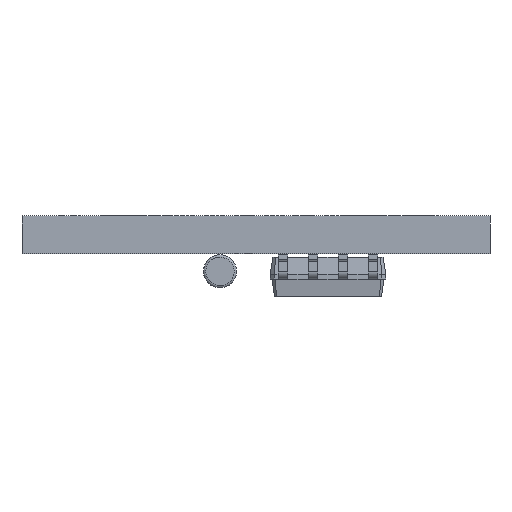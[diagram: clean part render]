
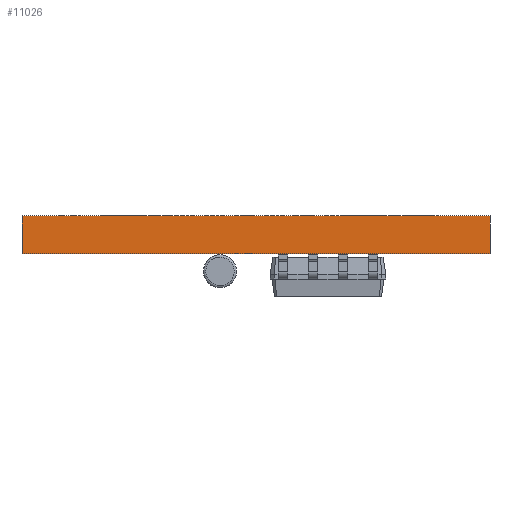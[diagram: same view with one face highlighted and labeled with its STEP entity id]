
A CAD part, left-side view. The second image highlights one B-rep face of the part: STEP entity #11026.
In plain terms, the highlighted planar face has unit normal (-1, 0, 0).
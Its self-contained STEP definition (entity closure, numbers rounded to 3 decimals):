
#10845 = PLANE('',#10846);
#10846 = AXIS2_PLACEMENT_3D('',#10847,#10848,#10849);
#10847 = CARTESIAN_POINT('',(40.386,20.066,0.));
#10848 = DIRECTION('',(0.,-1.,0.));
#10849 = DIRECTION('',(-1.,0.,0.));
#10870 = VERTEX_POINT('',#10871);
#10871 = CARTESIAN_POINT('',(0.254,20.066,1.6));
#10885 = PLANE('',#10886);
#10886 = AXIS2_PLACEMENT_3D('',#10887,#10888,#10889);
#10887 = CARTESIAN_POINT('',(20.32,10.16,1.6));
#10888 = DIRECTION('',(0.,0.,1.));
#10889 = DIRECTION('',(1.,0.,-0.));
#10897 = EDGE_CURVE('',#10898,#10870,#10900,.T.);
#10898 = VERTEX_POINT('',#10899);
#10899 = CARTESIAN_POINT('',(0.254,20.066,0.));
#10900 = SURFACE_CURVE('',#10901,(#10905,#10912),.PCURVE_S1.);
#10901 = LINE('',#10902,#10903);
#10902 = CARTESIAN_POINT('',(0.254,20.066,0.));
#10903 = VECTOR('',#10904,1.);
#10904 = DIRECTION('',(0.,0.,1.));
#10905 = PCURVE('',#10845,#10906);
#10906 = DEFINITIONAL_REPRESENTATION('',(#10907),#10911);
#10907 = LINE('',#10908,#10909);
#10908 = CARTESIAN_POINT('',(40.132,0.));
#10909 = VECTOR('',#10910,1.);
#10910 = DIRECTION('',(0.,-1.));
#10911 = ( GEOMETRIC_REPRESENTATION_CONTEXT(2) 
PARAMETRIC_REPRESENTATION_CONTEXT() REPRESENTATION_CONTEXT('2D SPACE',''
  ) );
#10912 = PCURVE('',#10913,#10918);
#10913 = PLANE('',#10914);
#10914 = AXIS2_PLACEMENT_3D('',#10915,#10916,#10917);
#10915 = CARTESIAN_POINT('',(0.254,20.066,0.));
#10916 = DIRECTION('',(1.,0.,-0.));
#10917 = DIRECTION('',(0.,-1.,0.));
#10918 = DEFINITIONAL_REPRESENTATION('',(#10919),#10923);
#10919 = LINE('',#10920,#10921);
#10920 = CARTESIAN_POINT('',(0.,0.));
#10921 = VECTOR('',#10922,1.);
#10922 = DIRECTION('',(0.,-1.));
#10923 = ( GEOMETRIC_REPRESENTATION_CONTEXT(2) 
PARAMETRIC_REPRESENTATION_CONTEXT() REPRESENTATION_CONTEXT('2D SPACE',''
  ) );
#10939 = PLANE('',#10940);
#10940 = AXIS2_PLACEMENT_3D('',#10941,#10942,#10943);
#10941 = CARTESIAN_POINT('',(20.32,10.16,0.));
#10942 = DIRECTION('',(0.,0.,1.));
#10943 = DIRECTION('',(1.,0.,-0.));
#10972 = PLANE('',#10973);
#10973 = AXIS2_PLACEMENT_3D('',#10974,#10975,#10976);
#10974 = CARTESIAN_POINT('',(0.254,0.254,0.));
#10975 = DIRECTION('',(0.,1.,0.));
#10976 = DIRECTION('',(1.,0.,0.));
#11026 = ADVANCED_FACE('',(#11027),#10913,.F.);
#11027 = FACE_BOUND('',#11028,.F.);
#11028 = EDGE_LOOP('',(#11029,#11030,#11053,#11076));
#11029 = ORIENTED_EDGE('',*,*,#10897,.T.);
#11030 = ORIENTED_EDGE('',*,*,#11031,.T.);
#11031 = EDGE_CURVE('',#10870,#11032,#11034,.T.);
#11032 = VERTEX_POINT('',#11033);
#11033 = CARTESIAN_POINT('',(0.254,0.254,1.6));
#11034 = SURFACE_CURVE('',#11035,(#11039,#11046),.PCURVE_S1.);
#11035 = LINE('',#11036,#11037);
#11036 = CARTESIAN_POINT('',(0.254,20.066,1.6));
#11037 = VECTOR('',#11038,1.);
#11038 = DIRECTION('',(0.,-1.,0.));
#11039 = PCURVE('',#10913,#11040);
#11040 = DEFINITIONAL_REPRESENTATION('',(#11041),#11045);
#11041 = LINE('',#11042,#11043);
#11042 = CARTESIAN_POINT('',(0.,-1.6));
#11043 = VECTOR('',#11044,1.);
#11044 = DIRECTION('',(1.,0.));
#11045 = ( GEOMETRIC_REPRESENTATION_CONTEXT(2) 
PARAMETRIC_REPRESENTATION_CONTEXT() REPRESENTATION_CONTEXT('2D SPACE',''
  ) );
#11046 = PCURVE('',#10885,#11047);
#11047 = DEFINITIONAL_REPRESENTATION('',(#11048),#11052);
#11048 = LINE('',#11049,#11050);
#11049 = CARTESIAN_POINT('',(-20.066,9.906));
#11050 = VECTOR('',#11051,1.);
#11051 = DIRECTION('',(0.,-1.));
#11052 = ( GEOMETRIC_REPRESENTATION_CONTEXT(2) 
PARAMETRIC_REPRESENTATION_CONTEXT() REPRESENTATION_CONTEXT('2D SPACE',''
  ) );
#11053 = ORIENTED_EDGE('',*,*,#11054,.F.);
#11054 = EDGE_CURVE('',#11055,#11032,#11057,.T.);
#11055 = VERTEX_POINT('',#11056);
#11056 = CARTESIAN_POINT('',(0.254,0.254,0.));
#11057 = SURFACE_CURVE('',#11058,(#11062,#11069),.PCURVE_S1.);
#11058 = LINE('',#11059,#11060);
#11059 = CARTESIAN_POINT('',(0.254,0.254,0.));
#11060 = VECTOR('',#11061,1.);
#11061 = DIRECTION('',(0.,0.,1.));
#11062 = PCURVE('',#10913,#11063);
#11063 = DEFINITIONAL_REPRESENTATION('',(#11064),#11068);
#11064 = LINE('',#11065,#11066);
#11065 = CARTESIAN_POINT('',(19.812,0.));
#11066 = VECTOR('',#11067,1.);
#11067 = DIRECTION('',(0.,-1.));
#11068 = ( GEOMETRIC_REPRESENTATION_CONTEXT(2) 
PARAMETRIC_REPRESENTATION_CONTEXT() REPRESENTATION_CONTEXT('2D SPACE',''
  ) );
#11069 = PCURVE('',#10972,#11070);
#11070 = DEFINITIONAL_REPRESENTATION('',(#11071),#11075);
#11071 = LINE('',#11072,#11073);
#11072 = CARTESIAN_POINT('',(0.,0.));
#11073 = VECTOR('',#11074,1.);
#11074 = DIRECTION('',(0.,-1.));
#11075 = ( GEOMETRIC_REPRESENTATION_CONTEXT(2) 
PARAMETRIC_REPRESENTATION_CONTEXT() REPRESENTATION_CONTEXT('2D SPACE',''
  ) );
#11076 = ORIENTED_EDGE('',*,*,#11077,.F.);
#11077 = EDGE_CURVE('',#10898,#11055,#11078,.T.);
#11078 = SURFACE_CURVE('',#11079,(#11083,#11090),.PCURVE_S1.);
#11079 = LINE('',#11080,#11081);
#11080 = CARTESIAN_POINT('',(0.254,20.066,0.));
#11081 = VECTOR('',#11082,1.);
#11082 = DIRECTION('',(0.,-1.,0.));
#11083 = PCURVE('',#10913,#11084);
#11084 = DEFINITIONAL_REPRESENTATION('',(#11085),#11089);
#11085 = LINE('',#11086,#11087);
#11086 = CARTESIAN_POINT('',(0.,0.));
#11087 = VECTOR('',#11088,1.);
#11088 = DIRECTION('',(1.,0.));
#11089 = ( GEOMETRIC_REPRESENTATION_CONTEXT(2) 
PARAMETRIC_REPRESENTATION_CONTEXT() REPRESENTATION_CONTEXT('2D SPACE',''
  ) );
#11090 = PCURVE('',#10939,#11091);
#11091 = DEFINITIONAL_REPRESENTATION('',(#11092),#11096);
#11092 = LINE('',#11093,#11094);
#11093 = CARTESIAN_POINT('',(-20.066,9.906));
#11094 = VECTOR('',#11095,1.);
#11095 = DIRECTION('',(0.,-1.));
#11096 = ( GEOMETRIC_REPRESENTATION_CONTEXT(2) 
PARAMETRIC_REPRESENTATION_CONTEXT() REPRESENTATION_CONTEXT('2D SPACE',''
  ) );
